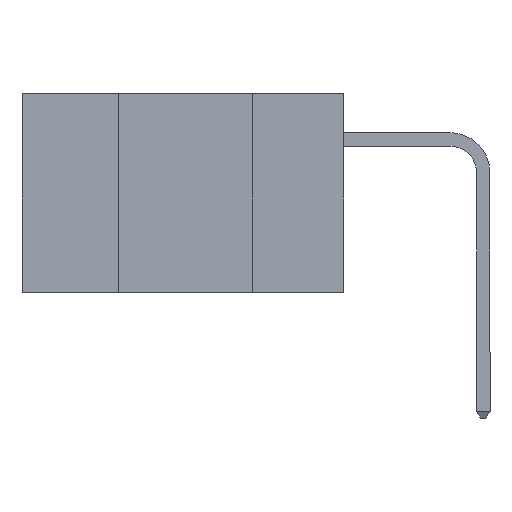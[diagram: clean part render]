
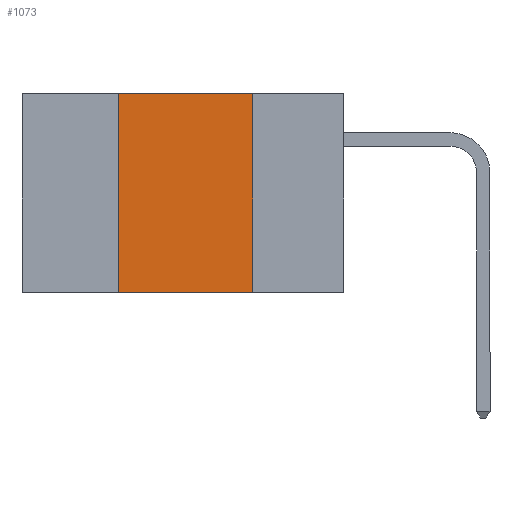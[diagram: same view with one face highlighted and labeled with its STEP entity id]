
A CAD part, left-side view. The second image highlights one B-rep face of the part: STEP entity #1073.
In plain terms, the highlighted planar face has unit normal (-1, 0, 0).
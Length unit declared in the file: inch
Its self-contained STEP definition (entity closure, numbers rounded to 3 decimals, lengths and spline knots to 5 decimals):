
#367 = VERTEX_POINT ( 'NONE', #10596 ) ;
#572 = ORIENTED_EDGE ( 'NONE', *, *, #12343, .T. ) ;
#1073 = ADVANCED_FACE ( 'NONE', ( #8670 ), #8053, .F. ) ;
#1386 = DIRECTION ( 'NONE',  ( 0., -1., 0. ) ) ;
#1830 = ORIENTED_EDGE ( 'NONE', *, *, #10949, .F. ) ;
#2540 = AXIS2_PLACEMENT_3D ( 'NONE', #9394, #8989, #12125 ) ;
#2857 = VECTOR ( 'NONE', #9025, 39.37008 ) ;
#4920 = CARTESIAN_POINT ( 'NONE',  ( 0., 0.42, 0. ) ) ;
#5202 = LINE ( 'NONE', #13309, #5940 ) ;
#5940 = VECTOR ( 'NONE', #7685, 39.37008 ) ;
#5950 = LINE ( 'NONE', #12392, #2857 ) ;
#6929 = ORIENTED_EDGE ( 'NONE', *, *, #8517, .F. ) ;
#7637 = VERTEX_POINT ( 'NONE', #4920 ) ;
#7685 = DIRECTION ( 'NONE',  ( 0., -1., 0. ) ) ;
#8053 = PLANE ( 'NONE',  #2540 ) ;
#8436 = CARTESIAN_POINT ( 'NONE',  ( 0., 0.17, 0. ) ) ;
#8517 = EDGE_CURVE ( 'NONE', #7637, #8805, #5202, .T. ) ;
#8670 = FACE_OUTER_BOUND ( 'NONE', #11928, .T. ) ;
#8805 = VERTEX_POINT ( 'NONE', #8436 ) ;
#8943 = DIRECTION ( 'NONE',  ( 0., 0., 1. ) ) ;
#8989 = DIRECTION ( 'NONE',  ( 1., 0., 0. ) ) ;
#9025 = DIRECTION ( 'NONE',  ( 0., 0., -1. ) ) ;
#9212 = ORIENTED_EDGE ( 'NONE', *, *, #10284, .F. ) ;
#9394 = CARTESIAN_POINT ( 'NONE',  ( 0., 0.6, 0. ) ) ;
#9486 = CARTESIAN_POINT ( 'NONE',  ( 0., 0.6, -0.37 ) ) ;
#10284 = EDGE_CURVE ( 'NONE', #14157, #7637, #14773, .T. ) ;
#10596 = CARTESIAN_POINT ( 'NONE',  ( 0., 0.17, -0.37 ) ) ;
#10906 = LINE ( 'NONE', #9486, #13523 ) ;
#10949 = EDGE_CURVE ( 'NONE', #8805, #367, #5950, .T. ) ;
#11778 = CARTESIAN_POINT ( 'NONE',  ( 0., 0.42, -0.37 ) ) ;
#11862 = VECTOR ( 'NONE', #8943, 39.37008 ) ;
#11928 = EDGE_LOOP ( 'NONE', ( #1830, #6929, #9212, #572 ) ) ;
#12125 = DIRECTION ( 'NONE',  ( 0., 0., -1. ) ) ;
#12343 = EDGE_CURVE ( 'NONE', #14157, #367, #10906, .T. ) ;
#12392 = CARTESIAN_POINT ( 'NONE',  ( 0., 0.17, 0. ) ) ;
#13309 = CARTESIAN_POINT ( 'NONE',  ( 0., 0.6, 0. ) ) ;
#13523 = VECTOR ( 'NONE', #1386, 39.37008 ) ;
#14157 = VERTEX_POINT ( 'NONE', #11778 ) ;
#14507 = CARTESIAN_POINT ( 'NONE',  ( 0., 0.42, 0. ) ) ;
#14773 = LINE ( 'NONE', #14507, #11862 ) ;
